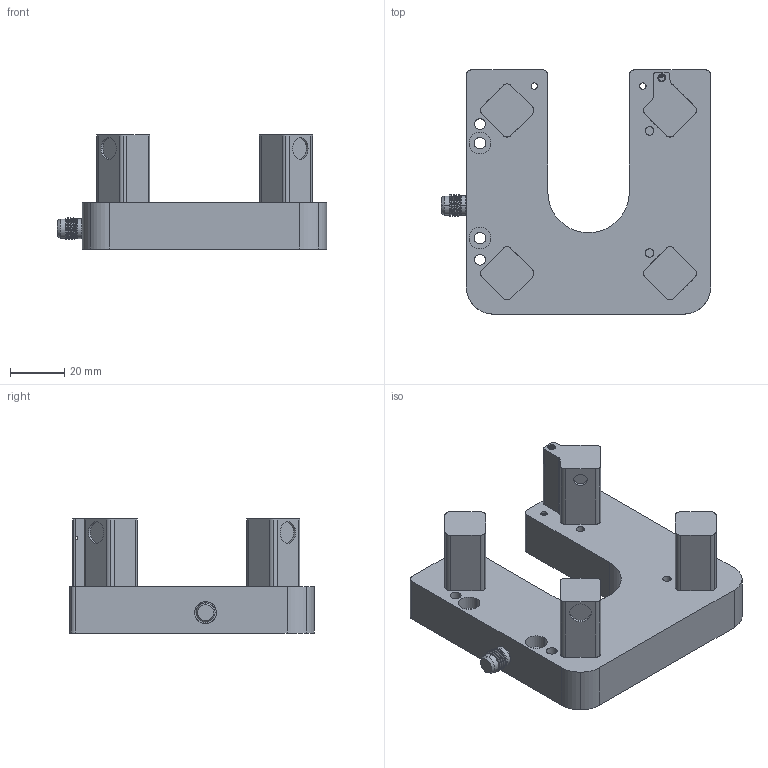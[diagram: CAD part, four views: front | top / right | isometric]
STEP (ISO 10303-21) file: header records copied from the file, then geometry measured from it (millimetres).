
FILE_DESCRIPTION(('STEP AP214'),'1');
FILE_NAME('tmp0.step','2019-05-20T07:25:39',(' '),(' '),'Spatial InterOp 3D',' ',' ');
FILE_SCHEMA(('automotive_design'));
Length unit declared in the file: millimetre
Products named in the file (1): 4
Bounding box: 99.25 x 90 x 42 mm (x, y, z)
Volume: 99261 mm3; surface area: 39593.7 mm2
Topology: 1 solids, 1 shells, 1764 faces, 3949 edges, 2209 vertices
Faces by surface type: cylinder 911, cone 756, plane 91, torus 4, bspline 2
Entity records: 65219 total; most frequent: CARTESIAN_POINT 12263, DIRECTION 8659, ORIENTED_EDGE 7898, EDGE_CURVE 3949, AXIS2_PLACEMENT_3D 3619, VERTEX_POINT 2209, EDGE_LOOP 1808, CIRCLE 1788
